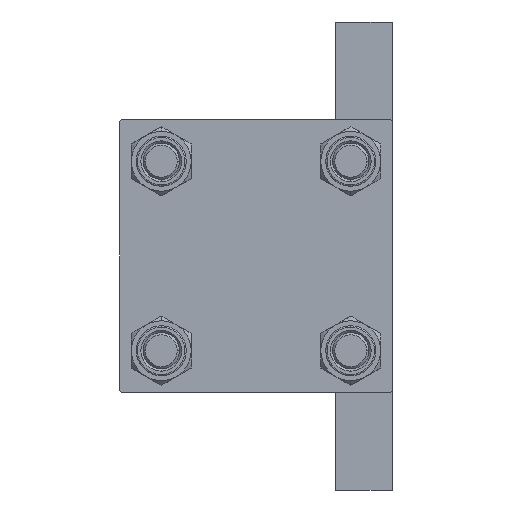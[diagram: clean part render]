
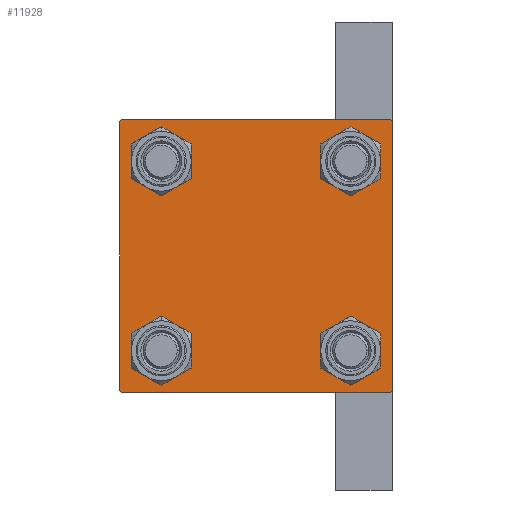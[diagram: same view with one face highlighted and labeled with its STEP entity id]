
A CAD part, left-side view. The second image highlights one B-rep face of the part: STEP entity #11928.
In plain terms, the highlighted planar face has unit normal (-1, 0, 0).
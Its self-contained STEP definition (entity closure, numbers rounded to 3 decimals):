
#22 = LINE ( 'NONE', #15045, #31108 ) ;
#148 = EDGE_CURVE ( 'NONE', #25437, #8697, #12331, .T. ) ;
#234 = CARTESIAN_POINT ( 'NONE',  ( 0., 30., -30. ) ) ;
#878 = VERTEX_POINT ( 'NONE', #34779 ) ;
#908 = CARTESIAN_POINT ( 'NONE',  ( 0., 20.85, -25.35 ) ) ;
#955 = CARTESIAN_POINT ( 'NONE',  ( 0., -20.85, 25.35 ) ) ;
#1875 = VECTOR ( 'NONE', #26608, 1000. ) ;
#1982 = AXIS2_PLACEMENT_3D ( 'NONE', #2625, #10741, #17644 ) ;
#2027 = ORIENTED_EDGE ( 'NONE', *, *, #34770, .T. ) ;
#2625 = CARTESIAN_POINT ( 'NONE',  ( 0., 20.85, -20.85 ) ) ;
#3233 = DIRECTION ( 'NONE',  ( 0., 0., -1. ) ) ;
#3238 = VERTEX_POINT ( 'NONE', #38938 ) ;
#3626 = DIRECTION ( 'NONE',  ( 1., 0., 0. ) ) ;
#3737 = EDGE_CURVE ( 'NONE', #14422, #8542, #18526, .T. ) ;
#3873 = DIRECTION ( 'NONE',  ( 0., 0., 1. ) ) ;
#4250 = CARTESIAN_POINT ( 'NONE',  ( 0., -20.85, 16.35 ) ) ;
#4722 = EDGE_CURVE ( 'NONE', #878, #8697, #19127, .T. ) ;
#5913 = DIRECTION ( 'NONE',  ( 0., 0., 1. ) ) ;
#6004 = CARTESIAN_POINT ( 'NONE',  ( 0., -20.85, -20.85 ) ) ;
#6392 = AXIS2_PLACEMENT_3D ( 'NONE', #13619, #17806, #28630 ) ;
#6590 = VECTOR ( 'NONE', #13037, 1000. ) ;
#7056 = CARTESIAN_POINT ( 'NONE',  ( 0., 20.85, 20.85 ) ) ;
#7104 = VERTEX_POINT ( 'NONE', #21701 ) ;
#7296 = DIRECTION ( 'NONE',  ( 0., 0., 1. ) ) ;
#7420 = EDGE_LOOP ( 'NONE', ( #40191, #39659 ) ) ;
#8341 = AXIS2_PLACEMENT_3D ( 'NONE', #18181, #25083, #29497 ) ;
#8542 = VERTEX_POINT ( 'NONE', #955 ) ;
#8697 = VERTEX_POINT ( 'NONE', #23503 ) ;
#8896 = EDGE_CURVE ( 'NONE', #7104, #42430, #22249, .T. ) ;
#9466 = DIRECTION ( 'NONE',  ( 0., 0., 1. ) ) ;
#10741 = DIRECTION ( 'NONE',  ( 1., 0., 0. ) ) ;
#11455 = VECTOR ( 'NONE', #45754, 1000. ) ;
#11811 = DIRECTION ( 'NONE',  ( 0., -1., 0. ) ) ;
#11928 = ADVANCED_FACE ( 'NONE', ( #22247, #18551, #22492, #45156, #40975 ), #37762, .T. ) ;
#12331 = LINE ( 'NONE', #42129, #31771 ) ;
#12339 = ORIENTED_EDGE ( 'NONE', *, *, #41418, .T. ) ;
#13037 = DIRECTION ( 'NONE',  ( 0., 0., -1. ) ) ;
#13417 = VECTOR ( 'NONE', #24836, 1000. ) ;
#13487 = VERTEX_POINT ( 'NONE', #37539 ) ;
#13619 = CARTESIAN_POINT ( 'NONE',  ( 0., 20.85, 20.85 ) ) ;
#13736 = EDGE_LOOP ( 'NONE', ( #23479, #46925 ) ) ;
#14074 = ORIENTED_EDGE ( 'NONE', *, *, #20147, .T. ) ;
#14422 = VERTEX_POINT ( 'NONE', #4250 ) ;
#14790 = CARTESIAN_POINT ( 'NONE',  ( 0., 29.5, 30. ) ) ;
#15045 = CARTESIAN_POINT ( 'NONE',  ( 0., 30., 30. ) ) ;
#16976 = CARTESIAN_POINT ( 'NONE',  ( 0., -30., 30. ) ) ;
#17123 = VERTEX_POINT ( 'NONE', #23490 ) ;
#17217 = CARTESIAN_POINT ( 'NONE',  ( 0., 29.75, 29.75 ) ) ;
#17644 = DIRECTION ( 'NONE',  ( 0., 0., 1. ) ) ;
#17806 = DIRECTION ( 'NONE',  ( 1., 0., 0. ) ) ;
#18181 = CARTESIAN_POINT ( 'NONE',  ( 0., 20.85, -20.85 ) ) ;
#18526 = CIRCLE ( 'NONE', #42116, 4.5 ) ;
#18551 = FACE_BOUND ( 'NONE', #13736, .T. ) ;
#18597 = ORIENTED_EDGE ( 'NONE', *, *, #48483, .T. ) ;
#19127 = LINE ( 'NONE', #34159, #11455 ) ;
#19376 = EDGE_CURVE ( 'NONE', #25437, #41820, #46789, .T. ) ;
#19705 = VERTEX_POINT ( 'NONE', #908 ) ;
#19820 = ORIENTED_EDGE ( 'NONE', *, *, #4722, .T. ) ;
#20147 = EDGE_CURVE ( 'NONE', #3238, #17123, #27605, .T. ) ;
#20171 = LINE ( 'NONE', #16976, #6590 ) ;
#20430 = DIRECTION ( 'NONE',  ( 1., 0., 0. ) ) ;
#20968 = ORIENTED_EDGE ( 'NONE', *, *, #8896, .T. ) ;
#21701 = CARTESIAN_POINT ( 'NONE',  ( 0., -29.5, -30. ) ) ;
#22247 = FACE_BOUND ( 'NONE', #7420, .T. ) ;
#22249 = LINE ( 'NONE', #32842, #28096 ) ;
#22492 = FACE_BOUND ( 'NONE', #42665, .T. ) ;
#23216 = EDGE_LOOP ( 'NONE', ( #12339, #2027, #18597, #20968, #28652, #19820, #48612, #46678 ) ) ;
#23479 = ORIENTED_EDGE ( 'NONE', *, *, #37507, .T. ) ;
#23490 = CARTESIAN_POINT ( 'NONE',  ( 0., 20.85, 25.35 ) ) ;
#23503 = CARTESIAN_POINT ( 'NONE',  ( 0., -29.5, 30. ) ) ;
#23660 = CIRCLE ( 'NONE', #37071, 4.5 ) ;
#24675 = AXIS2_PLACEMENT_3D ( 'NONE', #28549, #20430, #5913 ) ;
#24836 = DIRECTION ( 'NONE',  ( 0., 0.707, -0.707 ) ) ;
#25083 = DIRECTION ( 'NONE',  ( 1., 0., 0. ) ) ;
#25195 = DIRECTION ( 'NONE',  ( 1., 0., 0. ) ) ;
#25437 = VERTEX_POINT ( 'NONE', #14790 ) ;
#26286 = AXIS2_PLACEMENT_3D ( 'NONE', #6004, #25195, #9466 ) ;
#26608 = DIRECTION ( 'NONE',  ( 0., -0.707, -0.707 ) ) ;
#27200 = CIRCLE ( 'NONE', #8341, 4.5 ) ;
#27338 = AXIS2_PLACEMENT_3D ( 'NONE', #44181, #33576, #37281 ) ;
#27497 = CARTESIAN_POINT ( 'NONE',  ( 0., -20.85, -16.35 ) ) ;
#27605 = CIRCLE ( 'NONE', #6392, 4.5 ) ;
#27691 = VERTEX_POINT ( 'NONE', #47378 ) ;
#28096 = VECTOR ( 'NONE', #44922, 1000. ) ;
#28187 = CARTESIAN_POINT ( 'NONE',  ( 0., 20.85, -16.35 ) ) ;
#28412 = EDGE_CURVE ( 'NONE', #8542, #14422, #23660, .T. ) ;
#28549 = CARTESIAN_POINT ( 'NONE',  ( 0., -20.85, -20.85 ) ) ;
#28630 = DIRECTION ( 'NONE',  ( 0., 0., 1. ) ) ;
#28652 = ORIENTED_EDGE ( 'NONE', *, *, #33943, .F. ) ;
#29024 = CARTESIAN_POINT ( 'NONE',  ( 0., 30., 29.5 ) ) ;
#29275 = VERTEX_POINT ( 'NONE', #28187 ) ;
#29497 = DIRECTION ( 'NONE',  ( 0., 0., 1. ) ) ;
#29645 = ORIENTED_EDGE ( 'NONE', *, *, #43441, .T. ) ;
#30064 = LINE ( 'NONE', #34738, #1875 ) ;
#30259 = CIRCLE ( 'NONE', #1982, 4.5 ) ;
#31108 = VECTOR ( 'NONE', #3233, 1000. ) ;
#31142 = CIRCLE ( 'NONE', #39800, 4.5 ) ;
#31395 = VERTEX_POINT ( 'NONE', #43406 ) ;
#31771 = VECTOR ( 'NONE', #34737, 1000. ) ;
#32842 = CARTESIAN_POINT ( 'NONE',  ( 0., -29.75, -29.75 ) ) ;
#33576 = DIRECTION ( 'NONE',  ( -1., 0., 0. ) ) ;
#33943 = EDGE_CURVE ( 'NONE', #878, #42430, #20171, .T. ) ;
#34159 = CARTESIAN_POINT ( 'NONE',  ( 0., -29.75, 29.75 ) ) ;
#34737 = DIRECTION ( 'NONE',  ( 0., -1., 0. ) ) ;
#34738 = CARTESIAN_POINT ( 'NONE',  ( 0., 29.75, -29.75 ) ) ;
#34770 = EDGE_CURVE ( 'NONE', #27691, #13487, #30064, .T. ) ;
#34779 = CARTESIAN_POINT ( 'NONE',  ( 0., -30., 29.5 ) ) ;
#34944 = CIRCLE ( 'NONE', #26286, 4.5 ) ;
#37071 = AXIS2_PLACEMENT_3D ( 'NONE', #37382, #3626, #3873 ) ;
#37281 = DIRECTION ( 'NONE',  ( 0., 0., 1. ) ) ;
#37382 = CARTESIAN_POINT ( 'NONE',  ( 0., -20.85, 20.85 ) ) ;
#37507 = EDGE_CURVE ( 'NONE', #40906, #31395, #38818, .T. ) ;
#37539 = CARTESIAN_POINT ( 'NONE',  ( 0., 29.5, -30. ) ) ;
#37563 = CARTESIAN_POINT ( 'NONE',  ( 0., -20.85, 20.85 ) ) ;
#37762 = PLANE ( 'NONE',  #27338 ) ;
#38818 = CIRCLE ( 'NONE', #24675, 4.5 ) ;
#38938 = CARTESIAN_POINT ( 'NONE',  ( 0., 20.85, 16.35 ) ) ;
#39659 = ORIENTED_EDGE ( 'NONE', *, *, #3737, .T. ) ;
#39800 = AXIS2_PLACEMENT_3D ( 'NONE', #7056, #45467, #7296 ) ;
#40191 = ORIENTED_EDGE ( 'NONE', *, *, #28412, .T. ) ;
#40227 = EDGE_CURVE ( 'NONE', #31395, #40906, #34944, .T. ) ;
#40906 = VERTEX_POINT ( 'NONE', #27497 ) ;
#40975 = FACE_OUTER_BOUND ( 'NONE', #23216, .T. ) ;
#41002 = EDGE_CURVE ( 'NONE', #19705, #29275, #30259, .T. ) ;
#41011 = DIRECTION ( 'NONE',  ( 0., 0., 1. ) ) ;
#41418 = EDGE_CURVE ( 'NONE', #41820, #27691, #22, .T. ) ;
#41820 = VERTEX_POINT ( 'NONE', #29024 ) ;
#41853 = LINE ( 'NONE', #234, #43110 ) ;
#42116 = AXIS2_PLACEMENT_3D ( 'NONE', #37563, #45196, #41011 ) ;
#42129 = CARTESIAN_POINT ( 'NONE',  ( 0., 30., 30. ) ) ;
#42430 = VERTEX_POINT ( 'NONE', #45170 ) ;
#42665 = EDGE_LOOP ( 'NONE', ( #44624, #44136 ) ) ;
#42951 = EDGE_CURVE ( 'NONE', #29275, #19705, #27200, .T. ) ;
#43110 = VECTOR ( 'NONE', #11811, 1000. ) ;
#43406 = CARTESIAN_POINT ( 'NONE',  ( 0., -20.85, -25.35 ) ) ;
#43441 = EDGE_CURVE ( 'NONE', #17123, #3238, #31142, .T. ) ;
#44136 = ORIENTED_EDGE ( 'NONE', *, *, #41002, .T. ) ;
#44181 = CARTESIAN_POINT ( 'NONE',  ( 0., 0., 0. ) ) ;
#44624 = ORIENTED_EDGE ( 'NONE', *, *, #42951, .T. ) ;
#44922 = DIRECTION ( 'NONE',  ( 0., -0.707, 0.707 ) ) ;
#45156 = FACE_BOUND ( 'NONE', #46283, .T. ) ;
#45170 = CARTESIAN_POINT ( 'NONE',  ( 0., -30., -29.5 ) ) ;
#45196 = DIRECTION ( 'NONE',  ( 1., 0., 0. ) ) ;
#45467 = DIRECTION ( 'NONE',  ( 1., 0., 0. ) ) ;
#45754 = DIRECTION ( 'NONE',  ( 0., 0.707, 0.707 ) ) ;
#46283 = EDGE_LOOP ( 'NONE', ( #29645, #14074 ) ) ;
#46678 = ORIENTED_EDGE ( 'NONE', *, *, #19376, .T. ) ;
#46789 = LINE ( 'NONE', #17217, #13417 ) ;
#46925 = ORIENTED_EDGE ( 'NONE', *, *, #40227, .T. ) ;
#47378 = CARTESIAN_POINT ( 'NONE',  ( 0., 30., -29.5 ) ) ;
#48483 = EDGE_CURVE ( 'NONE', #13487, #7104, #41853, .T. ) ;
#48612 = ORIENTED_EDGE ( 'NONE', *, *, #148, .F. ) ;
